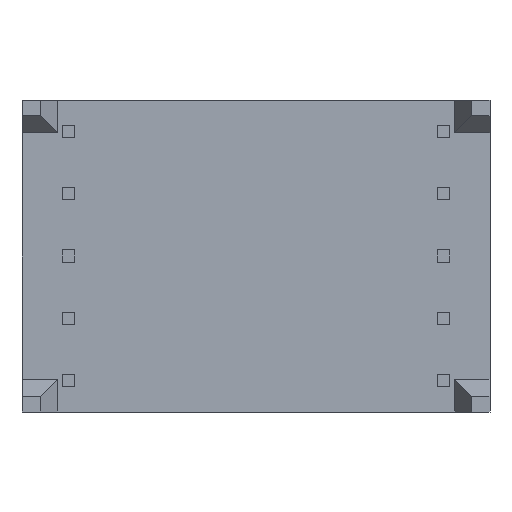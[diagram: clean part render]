
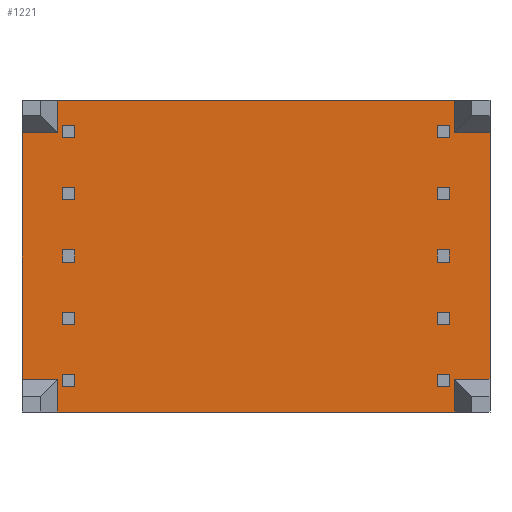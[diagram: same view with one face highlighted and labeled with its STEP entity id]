
A CAD part, front view. The second image highlights one B-rep face of the part: STEP entity #1221.
In plain terms, the highlighted planar face has unit normal (0, -1, 0).
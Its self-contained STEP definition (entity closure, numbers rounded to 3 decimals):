
#76 = LINE ( 'NONE', #4182, #1362 ) ;
#126 = EDGE_CURVE ( 'NONE', #2220, #1389, #2144, .T. ) ;
#150 = VECTOR ( 'NONE', #2320, 1000. ) ;
#226 = CARTESIAN_POINT ( 'NONE',  ( -6.35, 1.2, 8.082 ) ) ;
#360 = VERTEX_POINT ( 'NONE', #1629 ) ;
#369 = CARTESIAN_POINT ( 'NONE',  ( 5.007, 1.2, 9.525 ) ) ;
#419 = ORIENTED_EDGE ( 'NONE', *, *, #2008, .T. ) ;
#426 = VECTOR ( 'NONE', #3495, 1000. ) ;
#508 = DIRECTION ( 'NONE',  ( 1., 0., 0. ) ) ;
#525 = CARTESIAN_POINT ( 'NONE',  ( -6.35, 1.2, 8.082 ) ) ;
#610 = CARTESIAN_POINT ( 'NONE',  ( 5.007, 1.2, -9.525 ) ) ;
#624 = VERTEX_POINT ( 'NONE', #5024 ) ;
#676 = EDGE_LOOP ( 'NONE', ( #419, #2110, #996, #3085, #5065, #3181, #4316, #2327, #3718, #4024, #2913, #4177 ) ) ;
#883 = LINE ( 'NONE', #2194, #426 ) ;
#919 = VECTOR ( 'NONE', #3429, 1000. ) ;
#996 = ORIENTED_EDGE ( 'NONE', *, *, #4209, .T. ) ;
#1033 = DIRECTION ( 'NONE',  ( 0., 0., 1. ) ) ;
#1122 = CARTESIAN_POINT ( 'NONE',  ( 6.35, 1.2, 9.525 ) ) ;
#1201 = VECTOR ( 'NONE', #1740, 1000. ) ;
#1221 = ADVANCED_FACE ( 'NONE', ( #4472 ), #4447, .F. ) ;
#1253 = VECTOR ( 'NONE', #1033, 1000. ) ;
#1291 = CARTESIAN_POINT ( 'NONE',  ( 5.007, 1.2, 8.082 ) ) ;
#1295 = VERTEX_POINT ( 'NONE', #4077 ) ;
#1307 = LINE ( 'NONE', #4606, #4090 ) ;
#1311 = EDGE_CURVE ( 'NONE', #1438, #2827, #2664, .T. ) ;
#1316 = CARTESIAN_POINT ( 'NONE',  ( -5.007, 1.2, -9.525 ) ) ;
#1343 = VECTOR ( 'NONE', #5013, 1000. ) ;
#1362 = VECTOR ( 'NONE', #508, 1000. ) ;
#1389 = VERTEX_POINT ( 'NONE', #2808 ) ;
#1438 = VERTEX_POINT ( 'NONE', #1291 ) ;
#1540 = CARTESIAN_POINT ( 'NONE',  ( -5.007, 1.2, -9.525 ) ) ;
#1613 = VECTOR ( 'NONE', #4280, 1000. ) ;
#1629 = CARTESIAN_POINT ( 'NONE',  ( -6.35, 1.2, -8.082 ) ) ;
#1697 = CARTESIAN_POINT ( 'NONE',  ( -6.35, 1.2, 8.082 ) ) ;
#1740 = DIRECTION ( 'NONE',  ( 0., 0., 1. ) ) ;
#1762 = CARTESIAN_POINT ( 'NONE',  ( -5.007, 1.2, -9.525 ) ) ;
#1898 = CARTESIAN_POINT ( 'NONE',  ( 5.007, 1.2, -8.082 ) ) ;
#1933 = LINE ( 'NONE', #2799, #1253 ) ;
#2008 = EDGE_CURVE ( 'NONE', #2085, #3746, #1307, .T. ) ;
#2052 = CARTESIAN_POINT ( 'NONE',  ( -5.007, 1.2, 8.082 ) ) ;
#2085 = VERTEX_POINT ( 'NONE', #2704 ) ;
#2110 = ORIENTED_EDGE ( 'NONE', *, *, #3281, .T. ) ;
#2131 = CARTESIAN_POINT ( 'NONE',  ( -6.35, 1.2, 9.525 ) ) ;
#2144 = LINE ( 'NONE', #1762, #1201 ) ;
#2194 = CARTESIAN_POINT ( 'NONE',  ( -6.35, 1.2, -8.082 ) ) ;
#2220 = VERTEX_POINT ( 'NONE', #3710 ) ;
#2248 = AXIS2_PLACEMENT_3D ( 'NONE', #1540, #3559, #3187 ) ;
#2261 = LINE ( 'NONE', #610, #1613 ) ;
#2320 = DIRECTION ( 'NONE',  ( 0., 0., 1. ) ) ;
#2327 = ORIENTED_EDGE ( 'NONE', *, *, #5169, .F. ) ;
#2503 = LINE ( 'NONE', #2131, #3248 ) ;
#2567 = EDGE_CURVE ( 'NONE', #3051, #624, #2503, .T. ) ;
#2664 = LINE ( 'NONE', #4203, #919 ) ;
#2681 = EDGE_CURVE ( 'NONE', #2085, #2220, #4267, .T. ) ;
#2704 = CARTESIAN_POINT ( 'NONE',  ( 5.007, 1.2, -9.525 ) ) ;
#2799 = CARTESIAN_POINT ( 'NONE',  ( -5.007, 1.2, -9.525 ) ) ;
#2808 = CARTESIAN_POINT ( 'NONE',  ( -5.007, 1.2, -8.082 ) ) ;
#2827 = VERTEX_POINT ( 'NONE', #3114 ) ;
#2845 = EDGE_CURVE ( 'NONE', #3203, #624, #1933, .T. ) ;
#2889 = DIRECTION ( 'NONE',  ( 0., 0., 1. ) ) ;
#2913 = ORIENTED_EDGE ( 'NONE', *, *, #126, .F. ) ;
#3051 = VERTEX_POINT ( 'NONE', #369 ) ;
#3075 = VECTOR ( 'NONE', #5043, 1000. ) ;
#3085 = ORIENTED_EDGE ( 'NONE', *, *, #1311, .F. ) ;
#3114 = CARTESIAN_POINT ( 'NONE',  ( 6.35, 1.2, 8.082 ) ) ;
#3181 = ORIENTED_EDGE ( 'NONE', *, *, #2567, .T. ) ;
#3187 = DIRECTION ( 'NONE',  ( -1., 0., 0. ) ) ;
#3203 = VERTEX_POINT ( 'NONE', #2052 ) ;
#3248 = VECTOR ( 'NONE', #3773, 1000. ) ;
#3272 = VERTEX_POINT ( 'NONE', #1697 ) ;
#3281 = EDGE_CURVE ( 'NONE', #3746, #1295, #883, .T. ) ;
#3429 = DIRECTION ( 'NONE',  ( 1., 0., 0. ) ) ;
#3495 = DIRECTION ( 'NONE',  ( 1., 0., 0. ) ) ;
#3559 = DIRECTION ( 'NONE',  ( 0., 1., 0. ) ) ;
#3678 = VECTOR ( 'NONE', #2889, 1000. ) ;
#3710 = CARTESIAN_POINT ( 'NONE',  ( -5.007, 1.2, -9.525 ) ) ;
#3718 = ORIENTED_EDGE ( 'NONE', *, *, #4476, .F. ) ;
#3746 = VERTEX_POINT ( 'NONE', #1898 ) ;
#3773 = DIRECTION ( 'NONE',  ( -1., 0., 0. ) ) ;
#3904 = LINE ( 'NONE', #226, #150 ) ;
#4024 = ORIENTED_EDGE ( 'NONE', *, *, #4920, .T. ) ;
#4077 = CARTESIAN_POINT ( 'NONE',  ( 6.35, 1.2, -8.082 ) ) ;
#4090 = VECTOR ( 'NONE', #5035, 1000. ) ;
#4177 = ORIENTED_EDGE ( 'NONE', *, *, #2681, .F. ) ;
#4182 = CARTESIAN_POINT ( 'NONE',  ( -6.35, 1.2, -8.082 ) ) ;
#4203 = CARTESIAN_POINT ( 'NONE',  ( -6.35, 1.2, 8.082 ) ) ;
#4209 = EDGE_CURVE ( 'NONE', #1295, #2827, #4802, .T. ) ;
#4267 = LINE ( 'NONE', #1316, #1343 ) ;
#4280 = DIRECTION ( 'NONE',  ( 0., 0., 1. ) ) ;
#4316 = ORIENTED_EDGE ( 'NONE', *, *, #2845, .F. ) ;
#4447 = PLANE ( 'NONE',  #2248 ) ;
#4472 = FACE_OUTER_BOUND ( 'NONE', #676, .T. ) ;
#4476 = EDGE_CURVE ( 'NONE', #360, #3272, #3904, .T. ) ;
#4546 = LINE ( 'NONE', #525, #3075 ) ;
#4606 = CARTESIAN_POINT ( 'NONE',  ( 5.007, 1.2, -9.525 ) ) ;
#4629 = EDGE_CURVE ( 'NONE', #1438, #3051, #2261, .T. ) ;
#4802 = LINE ( 'NONE', #1122, #3678 ) ;
#4920 = EDGE_CURVE ( 'NONE', #360, #1389, #76, .T. ) ;
#5013 = DIRECTION ( 'NONE',  ( -1., 0., 0. ) ) ;
#5024 = CARTESIAN_POINT ( 'NONE',  ( -5.007, 1.2, 9.525 ) ) ;
#5035 = DIRECTION ( 'NONE',  ( 0., 0., 1. ) ) ;
#5043 = DIRECTION ( 'NONE',  ( 1., 0., 0. ) ) ;
#5065 = ORIENTED_EDGE ( 'NONE', *, *, #4629, .T. ) ;
#5169 = EDGE_CURVE ( 'NONE', #3272, #3203, #4546, .T. ) ;
